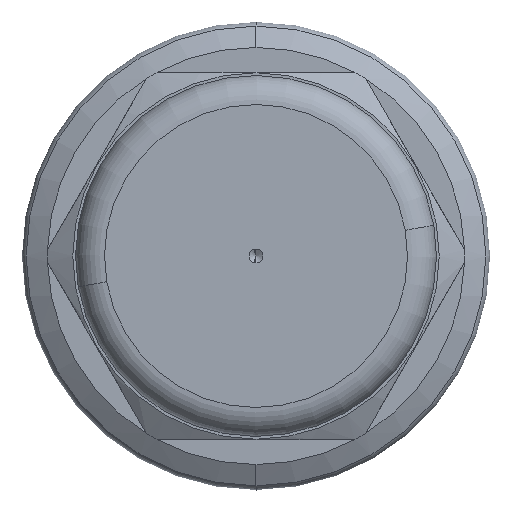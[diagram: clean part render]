
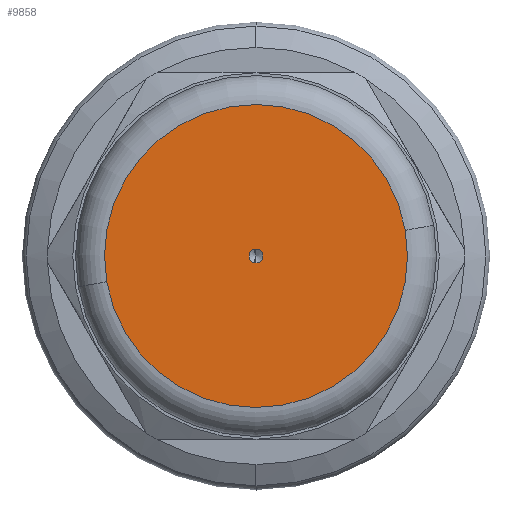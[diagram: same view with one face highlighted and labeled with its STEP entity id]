
A CAD part, left-side view. The second image highlights one B-rep face of the part: STEP entity #9858.
In plain terms, the highlighted planar face has unit normal (-1, 0, 0).
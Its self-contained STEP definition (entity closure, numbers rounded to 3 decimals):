
#628 = AXIS2_PLACEMENT_3D ( 'NONE', #16971, #12843, #12972 ) ;
#912 = ORIENTED_EDGE ( 'NONE', *, *, #12821, .F. ) ;
#1194 = EDGE_LOOP ( 'NONE', ( #11956, #5352 ) ) ;
#1205 = VERTEX_POINT ( 'NONE', #10215 ) ;
#1857 = DIRECTION ( 'NONE',  ( 0., -0.985, 0.17 ) ) ;
#3075 = CARTESIAN_POINT ( 'NONE',  ( -21.4, 12.884, -2.225 ) ) ;
#3807 = FACE_BOUND ( 'NONE', #1194, .T. ) ;
#3978 = CARTESIAN_POINT ( 'NONE',  ( -21.4, 0.591, -0.102 ) ) ;
#4000 = CARTESIAN_POINT ( 'NONE',  ( -21.4, -12.884, 2.225 ) ) ;
#4079 = AXIS2_PLACEMENT_3D ( 'NONE', #5626, #5681, #15246 ) ;
#4416 = DIRECTION ( 'NONE',  ( 0., -0.985, 0.17 ) ) ;
#4865 = FACE_OUTER_BOUND ( 'NONE', #15248, .T. ) ;
#5352 = ORIENTED_EDGE ( 'NONE', *, *, #10373, .T. ) ;
#5626 = CARTESIAN_POINT ( 'NONE',  ( -21.4, 0., 0. ) ) ;
#5681 = DIRECTION ( 'NONE',  ( 1., 0., 0. ) ) ;
#5752 = CIRCLE ( 'NONE', #9698, 13.075 ) ;
#9020 = PLANE ( 'NONE',  #628 ) ;
#9698 = AXIS2_PLACEMENT_3D ( 'NONE', #16049, #15989, #15927 ) ;
#9858 = ADVANCED_FACE ( 'NONE', ( #3807, #4865 ), #9020, .T. ) ;
#10215 = CARTESIAN_POINT ( 'NONE',  ( -21.4, -0.591, 0.102 ) ) ;
#10373 = EDGE_CURVE ( 'NONE', #12247, #1205, #15603, .T. ) ;
#11464 = DIRECTION ( 'NONE',  ( 1., 0., 0. ) ) ;
#11639 = AXIS2_PLACEMENT_3D ( 'NONE', #14125, #11464, #1857 ) ;
#11819 = AXIS2_PLACEMENT_3D ( 'NONE', #12371, #13735, #4416 ) ;
#11956 = ORIENTED_EDGE ( 'NONE', *, *, #14305, .T. ) ;
#12247 = VERTEX_POINT ( 'NONE', #3978 ) ;
#12371 = CARTESIAN_POINT ( 'NONE',  ( -21.4, 0., 0. ) ) ;
#12821 = EDGE_CURVE ( 'NONE', #17195, #15542, #5752, .T. ) ;
#12843 = DIRECTION ( 'NONE',  ( -1., 0., 0. ) ) ;
#12972 = DIRECTION ( 'NONE',  ( 0., 0.985, -0.17 ) ) ;
#13735 = DIRECTION ( 'NONE',  ( 1., 0., 0. ) ) ;
#13923 = CIRCLE ( 'NONE', #4079, 0.6 ) ;
#14125 = CARTESIAN_POINT ( 'NONE',  ( -21.4, 0., 0. ) ) ;
#14305 = EDGE_CURVE ( 'NONE', #1205, #12247, #13923, .T. ) ;
#14496 = EDGE_CURVE ( 'NONE', #15542, #17195, #17268, .T. ) ;
#15246 = DIRECTION ( 'NONE',  ( 0., -0.985, 0.17 ) ) ;
#15248 = EDGE_LOOP ( 'NONE', ( #912, #17225 ) ) ;
#15542 = VERTEX_POINT ( 'NONE', #3075 ) ;
#15603 = CIRCLE ( 'NONE', #11819, 0.6 ) ;
#15927 = DIRECTION ( 'NONE',  ( 0., -0.985, 0.17 ) ) ;
#15989 = DIRECTION ( 'NONE',  ( 1., 0., 0. ) ) ;
#16049 = CARTESIAN_POINT ( 'NONE',  ( -21.4, 0., 0. ) ) ;
#16971 = CARTESIAN_POINT ( 'NONE',  ( -21.4, -0.591, 0.102 ) ) ;
#17195 = VERTEX_POINT ( 'NONE', #4000 ) ;
#17225 = ORIENTED_EDGE ( 'NONE', *, *, #14496, .F. ) ;
#17268 = CIRCLE ( 'NONE', #11639, 13.075 ) ;
